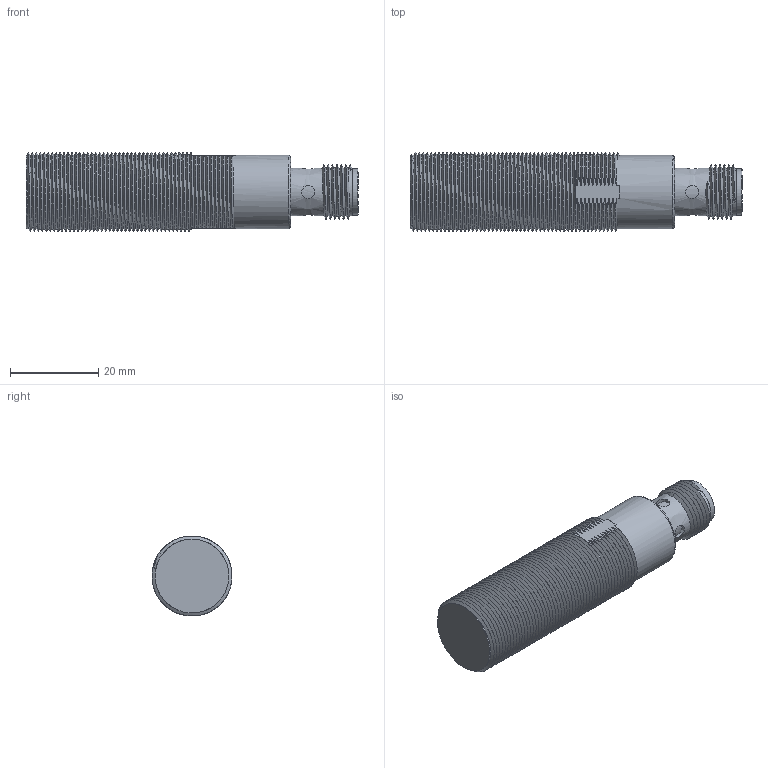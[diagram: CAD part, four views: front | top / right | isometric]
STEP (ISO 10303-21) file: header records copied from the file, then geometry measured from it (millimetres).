
FILE_DESCRIPTION( ('This file contains a STEP AP42 implementation' ,'as created by ZW3D STEP Interface translator.') ,'2;1' );
FILE_NAME( 'WCN1-1805X-XUL3.stp' ,'201020. 93722', (''), ('ZWCAD Software Co.'), 'Version 1.0', 'ZW3D to STEP translator', '' );
FILE_SCHEMA(('AUTOMOTIVE_DESIGN'));
Length unit declared in the file: millimetre
Products named in the file (2): 0; WCN1-1805X-XUL3
Bounding box: 75.3 x 18.14 x 18.14 mm (x, y, z)
Volume: 14880.7 mm3; surface area: 6915.3 mm2
Topology: 1 solids, 4 shells, 160 faces, 534 edges, 292 vertices
Faces by surface type: bspline 160
Entity records: 31362 total; most frequent: CARTESIAN_POINT 28794, ORIENTED_EDGE 879, EDGE_CURVE 441, VERTEX_POINT 292, B_SPLINE_CURVE_WITH_KNOTS 241, EDGE_LOOP 166, FACE_OUTER_BOUND 160, ADVANCED_FACE 160
